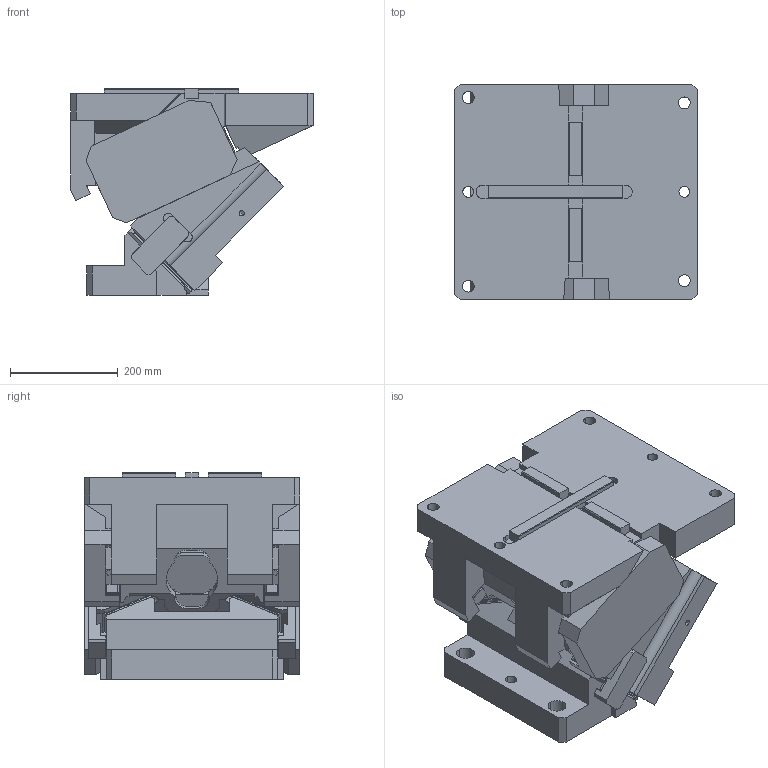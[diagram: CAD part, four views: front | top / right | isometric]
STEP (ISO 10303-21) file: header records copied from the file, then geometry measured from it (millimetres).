
FILE_DESCRIPTION(('CATIA V5 STEP Exchange'),'2;1');
FILE_NAME('CACV_F_400_45.stp','2015-04-27T07:01:35+00:00',('none'),('none'),'CATIA Version 5 Release 19 SP 2 (IN-10)','CATIA V5 STEP AP203','none');
FILE_SCHEMA(('CONFIG_CONTROL_DESIGN'));
Length unit declared in the file: millimetre
Products named in the file (1): CACV_F_400_45
Bounding box: 450 x 400 x 384 mm (x, y, z)
Volume: 37427600.2 mm3; surface area: 1651986.5 mm2
Topology: 3 solids, 7 shells, 669 faces, 1913 edges, 1256 vertices
Faces by surface type: plane 482, cylinder 167, cone 14, extrusion 6
Entity records: 22590 total; most frequent: CARTESIAN_POINT 5918, ORIENTED_EDGE 3814, DIRECTION 2810, EDGE_CURVE 1907, VECTOR 1517, LINE 1511, VERTEX_POINT 1256, AXIS2_PLACEMENT_3D 739
